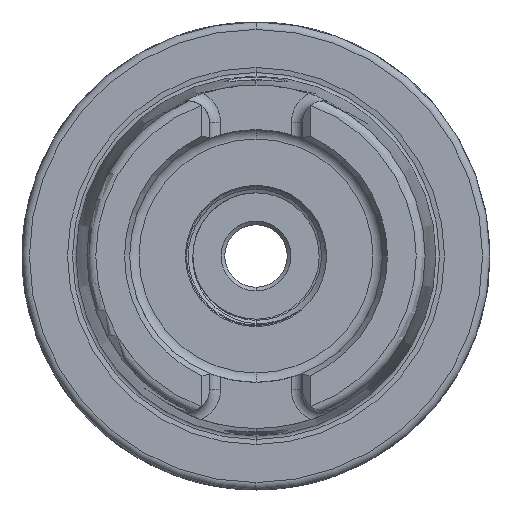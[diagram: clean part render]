
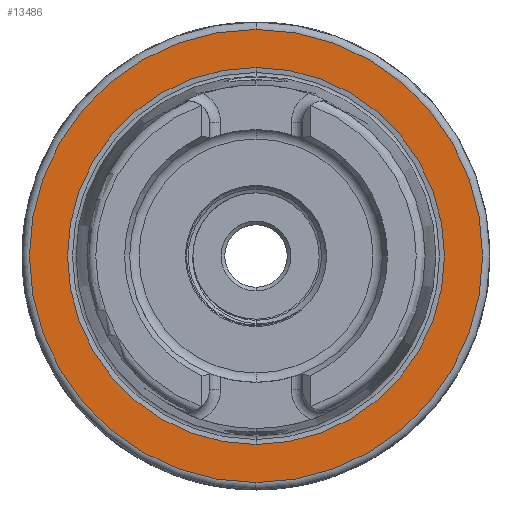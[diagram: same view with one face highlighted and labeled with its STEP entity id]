
A CAD part, left-side view. The second image highlights one B-rep face of the part: STEP entity #13486.
In plain terms, the highlighted planar face has unit normal (-1, 0, 0).
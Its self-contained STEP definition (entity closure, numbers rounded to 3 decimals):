
#1151 = CARTESIAN_POINT ( 'NONE',  ( 0., 0., -30.5 ) ) ;
#1152 = CARTESIAN_POINT ( 'NONE',  ( 0., 0., 30.5 ) ) ;
#1155 = CARTESIAN_POINT ( 'NONE',  ( 0., 0., -25.369 ) ) ;
#1156 = CARTESIAN_POINT ( 'NONE',  ( 0., 0., 25.369 ) ) ;
#3163 = VERTEX_POINT ( 'NONE', #1151 ) ;
#3164 = VERTEX_POINT ( 'NONE', #1152 ) ;
#3167 = VERTEX_POINT ( 'NONE', #1155 ) ;
#3168 = VERTEX_POINT ( 'NONE', #1156 ) ;
#3269 = ORIENTED_EDGE ( 'NONE', *, *, #7060, .T. ) ;
#4642 = CIRCLE ( 'NONE', #10104, 30.5 ) ;
#4648 = CIRCLE ( 'NONE', #17993, 25.369 ) ;
#6576 = EDGE_LOOP ( 'NONE', ( #14885, #14886 ) ) ;
#6577 = EDGE_LOOP ( 'NONE', ( #3269, #14887 ) ) ;
#7049 = EDGE_CURVE ( 'NONE', #3164, #3163, #4642, .T. ) ;
#7060 = EDGE_CURVE ( 'NONE', #3168, #3167, #4648, .T. ) ;
#7481 = CARTESIAN_POINT ( 'NONE',  ( 0., 0., 0. ) ) ;
#7482 = DIRECTION ( 'NONE',  ( -1., 0., 0. ) ) ;
#7483 = DIRECTION ( 'NONE',  ( 0., 0., 1. ) ) ;
#7514 = CARTESIAN_POINT ( 'NONE',  ( 0., 0., 0. ) ) ;
#7515 = DIRECTION ( 'NONE',  ( 1., 0., 0. ) ) ;
#7516 = DIRECTION ( 'NONE',  ( 0., 0., -1. ) ) ;
#7699 = EDGE_CURVE ( 'NONE', #3163, #3164, #17471, .T. ) ;
#7700 = EDGE_CURVE ( 'NONE', #3167, #3168, #17472, .T. ) ;
#10104 = AXIS2_PLACEMENT_3D ( 'NONE', #7481, #7482, #7483 ) ;
#11468 = CARTESIAN_POINT ( 'NONE',  ( 0., 0., 0. ) ) ;
#11469 = DIRECTION ( 'NONE',  ( -1., 0., 0. ) ) ;
#11470 = DIRECTION ( 'NONE',  ( 0., 0., 1. ) ) ;
#11471 = CARTESIAN_POINT ( 'NONE',  ( 0., 0., 0. ) ) ;
#11472 = DIRECTION ( 'NONE',  ( 1., 0., 0. ) ) ;
#11473 = DIRECTION ( 'NONE',  ( 0., 0., -1. ) ) ;
#12740 = FACE_OUTER_BOUND ( 'NONE', #6576, .T. ) ;
#12744 = FACE_BOUND ( 'NONE', #6577, .T. ) ;
#12746 = AXIS2_PLACEMENT_3D ( 'NONE', #12862, #12863, #12864 ) ;
#12861 = PLANE ( 'NONE',  #12746 ) ;
#12862 = CARTESIAN_POINT ( 'NONE',  ( 0., 25.369, 0. ) ) ;
#12863 = DIRECTION ( 'NONE',  ( -1., 0., 0. ) ) ;
#12864 = DIRECTION ( 'NONE',  ( 0., 0., 1. ) ) ;
#13486 = ADVANCED_FACE ( 'NONE', ( #12740, #12744 ), #12861, .T. ) ;
#14885 = ORIENTED_EDGE ( 'NONE', *, *, #7049, .T. ) ;
#14886 = ORIENTED_EDGE ( 'NONE', *, *, #7699, .T. ) ;
#14887 = ORIENTED_EDGE ( 'NONE', *, *, #7700, .T. ) ;
#17163 = AXIS2_PLACEMENT_3D ( 'NONE', #11468, #11469, #11470 ) ;
#17167 = AXIS2_PLACEMENT_3D ( 'NONE', #11471, #11472, #11473 ) ;
#17471 = CIRCLE ( 'NONE', #17163, 30.5 ) ;
#17472 = CIRCLE ( 'NONE', #17167, 25.369 ) ;
#17993 = AXIS2_PLACEMENT_3D ( 'NONE', #7514, #7515, #7516 ) ;
